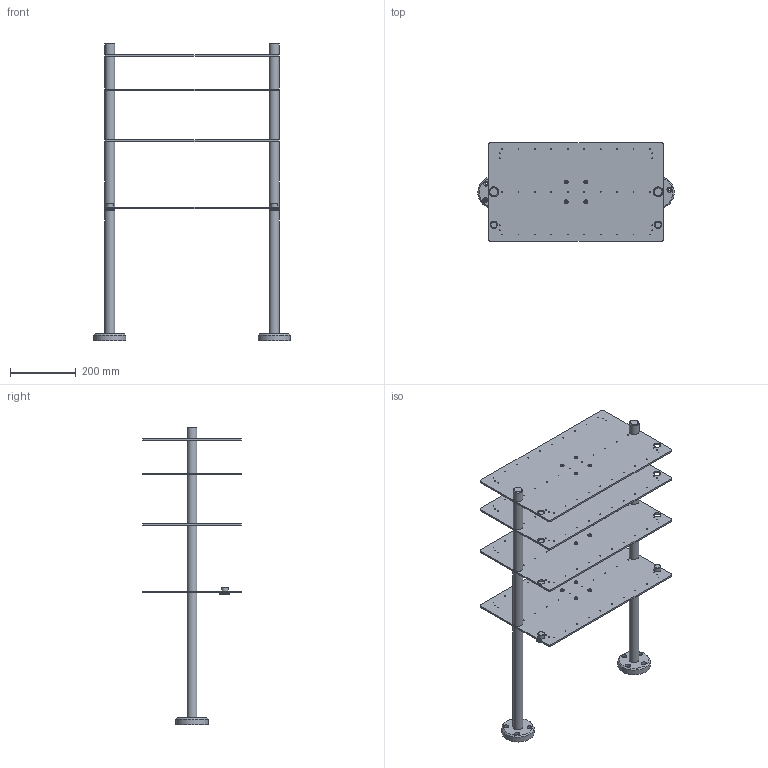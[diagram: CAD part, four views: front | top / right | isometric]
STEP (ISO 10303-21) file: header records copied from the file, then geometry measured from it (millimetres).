
FILE_DESCRIPTION(/* description */ (''),/* implementation_level */ '2;1');
FILE_NAME(/* name */ '06_TES-2.stp',/* time_stamp */ '2024-10-31T14:32:52+03:00',/* author */ ('asidnin'),/* organization */ (''),/* preprocessor_version */ 'ST-DEVELOPER v18',/* originating_system */ 'Autodesk Inventor 2020',/* authorisation */ '');
FILE_SCHEMA (('AUTOMOTIVE_DESIGN { 1 0 10303 214 3 1 1 }'));
Length unit declared in the file: millimetre
Products named in the file (9): 06_TES1; основание стойки1; стержень40; стержень20; стержень 15; стержень 10; полка; затычка; TiF_50F_new_Стержень4
Assembly tree (18 placements, depth 2):
  06_TES1
    основание стойки1  x2
    стержень40  x2
    полка  x4
    стержень20  x2
    стержень 15  x2
    стержень 10  x2
    затычка  x2
    TiF_50F_new_Стержень4  x2
Bounding box: 597.86 x 300 x 907 mm (x, y, z)
Volume: 4686220.4 mm3; surface area: 1559851.7 mm2
Topology: 18 solids, 18 shells, 410 faces, 1188 edges, 844 vertices
Faces by surface type: cylinder 280, plane 82, cone 48
Full cylindrical faces by diameter (mm): 2.5 x120, 3.2 x32, 6.5 x16, 7 x8, 12 x16, 15 x8, 17.835 x8, 18 x10, 18.917 x2, 20 x12, 22 x16, 30 x12, 60 x2, 98 x2
Entity records: 5185 total; most frequent: DIRECTION 948, CARTESIAN_POINT 792, ORIENTED_EDGE 730, AXIS2_PLACEMENT_3D 415, EDGE_CURVE 365, EDGE_LOOP 262, VERTEX_POINT 259, CIRCLE 247
